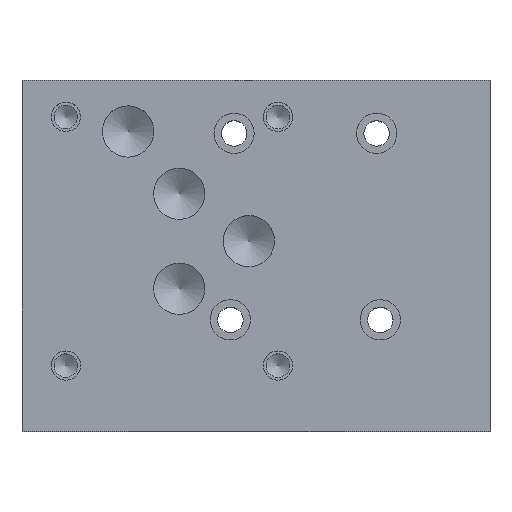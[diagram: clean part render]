
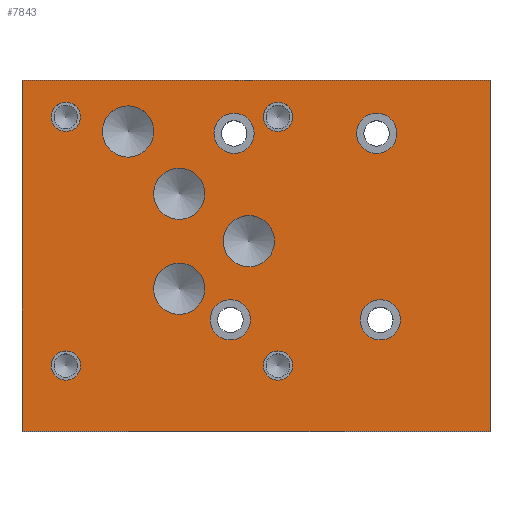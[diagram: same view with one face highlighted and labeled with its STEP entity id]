
A CAD part, top view. The second image highlights one B-rep face of the part: STEP entity #7843.
In plain terms, the highlighted planar face has unit normal (0, 0, 1).
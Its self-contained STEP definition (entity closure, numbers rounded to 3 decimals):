
#73=CIRCLE('',#8163,4.369);
#76=CIRCLE('',#8169,4.369);
#79=CIRCLE('',#8175,4.369);
#82=CIRCLE('',#8181,4.369);
#84=CIRCLE('',#8186,5.563);
#86=CIRCLE('',#8190,5.563);
#88=CIRCLE('',#8194,5.563);
#90=CIRCLE('',#8198,5.563);
#94=CIRCLE('',#8205,3.175);
#98=CIRCLE('',#8213,3.175);
#102=CIRCLE('',#8221,3.175);
#106=CIRCLE('',#8229,3.175);
#461=FACE_BOUND('',#1340,.T.);
#462=FACE_BOUND('',#1341,.T.);
#463=FACE_BOUND('',#1342,.T.);
#464=FACE_BOUND('',#1343,.T.);
#465=FACE_BOUND('',#1344,.T.);
#466=FACE_BOUND('',#1345,.T.);
#467=FACE_BOUND('',#1346,.T.);
#468=FACE_BOUND('',#1347,.T.);
#469=FACE_BOUND('',#1348,.T.);
#470=FACE_BOUND('',#1349,.T.);
#471=FACE_BOUND('',#1350,.T.);
#472=FACE_BOUND('',#1351,.T.);
#879=FACE_OUTER_BOUND('',#1339,.T.);
#1339=EDGE_LOOP('',(#6822,#6823,#6824,#6825));
#1340=EDGE_LOOP('',(#6826));
#1341=EDGE_LOOP('',(#6827));
#1342=EDGE_LOOP('',(#6828));
#1343=EDGE_LOOP('',(#6829));
#1344=EDGE_LOOP('',(#6830));
#1345=EDGE_LOOP('',(#6831));
#1346=EDGE_LOOP('',(#6832));
#1347=EDGE_LOOP('',(#6833));
#1348=EDGE_LOOP('',(#6834));
#1349=EDGE_LOOP('',(#6835));
#1350=EDGE_LOOP('',(#6836));
#1351=EDGE_LOOP('',(#6837));
#1731=LINE('',#10698,#2534);
#2150=LINE('',#13221,#2953);
#2152=LINE('',#13225,#2955);
#2154=LINE('',#13228,#2957);
#2534=VECTOR('',#8883,10.);
#2953=VECTOR('',#9778,10.);
#2955=VECTOR('',#9782,10.);
#2957=VECTOR('',#9786,10.);
#3222=VERTEX_POINT('',#10695);
#3223=VERTEX_POINT('',#10697);
#3623=VERTEX_POINT('',#13081);
#3626=VERTEX_POINT('',#13092);
#3629=VERTEX_POINT('',#13103);
#3632=VERTEX_POINT('',#13114);
#3635=VERTEX_POINT('',#13125);
#3638=VERTEX_POINT('',#13134);
#3641=VERTEX_POINT('',#13143);
#3644=VERTEX_POINT('',#13152);
#3649=VERTEX_POINT('',#13166);
#3654=VERTEX_POINT('',#13182);
#3659=VERTEX_POINT('',#13198);
#3664=VERTEX_POINT('',#13214);
#3665=VERTEX_POINT('',#13220);
#3666=VERTEX_POINT('',#13224);
#4062=EDGE_CURVE('',#3223,#3222,#1731,.T.);
#4657=EDGE_CURVE('',#3623,#3623,#73,.T.);
#4662=EDGE_CURVE('',#3626,#3626,#76,.T.);
#4667=EDGE_CURVE('',#3629,#3629,#79,.T.);
#4672=EDGE_CURVE('',#3632,#3632,#82,.T.);
#4677=EDGE_CURVE('',#3635,#3635,#84,.T.);
#4681=EDGE_CURVE('',#3638,#3638,#86,.T.);
#4685=EDGE_CURVE('',#3641,#3641,#88,.T.);
#4689=EDGE_CURVE('',#3644,#3644,#90,.T.);
#4695=EDGE_CURVE('',#3649,#3649,#94,.T.);
#4702=EDGE_CURVE('',#3654,#3654,#98,.T.);
#4709=EDGE_CURVE('',#3659,#3659,#102,.T.);
#4716=EDGE_CURVE('',#3664,#3664,#106,.T.);
#4719=EDGE_CURVE('',#3665,#3223,#2150,.T.);
#4721=EDGE_CURVE('',#3666,#3665,#2152,.T.);
#4723=EDGE_CURVE('',#3222,#3666,#2154,.T.);
#6822=ORIENTED_EDGE('',*,*,#4062,.T.);
#6823=ORIENTED_EDGE('',*,*,#4723,.T.);
#6824=ORIENTED_EDGE('',*,*,#4721,.T.);
#6825=ORIENTED_EDGE('',*,*,#4719,.T.);
#6826=ORIENTED_EDGE('',*,*,#4657,.T.);
#6827=ORIENTED_EDGE('',*,*,#4662,.T.);
#6828=ORIENTED_EDGE('',*,*,#4667,.T.);
#6829=ORIENTED_EDGE('',*,*,#4672,.T.);
#6830=ORIENTED_EDGE('',*,*,#4677,.T.);
#6831=ORIENTED_EDGE('',*,*,#4681,.T.);
#6832=ORIENTED_EDGE('',*,*,#4685,.T.);
#6833=ORIENTED_EDGE('',*,*,#4689,.T.);
#6834=ORIENTED_EDGE('',*,*,#4695,.T.);
#6835=ORIENTED_EDGE('',*,*,#4702,.T.);
#6836=ORIENTED_EDGE('',*,*,#4709,.T.);
#6837=ORIENTED_EDGE('',*,*,#4716,.T.);
#7104=PLANE('',#8235);
#7843=ADVANCED_FACE('',(#879,#461,#462,#463,#464,#465,#466,#467,#468,#469,
#470,#471,#472),#7104,.T.);
#8163=AXIS2_PLACEMENT_3D('',#13082,#9612,#9613);
#8169=AXIS2_PLACEMENT_3D('',#13093,#9626,#9627);
#8175=AXIS2_PLACEMENT_3D('',#13104,#9640,#9641);
#8181=AXIS2_PLACEMENT_3D('',#13115,#9654,#9655);
#8186=AXIS2_PLACEMENT_3D('',#13126,#9667,#9668);
#8190=AXIS2_PLACEMENT_3D('',#13135,#9677,#9678);
#8194=AXIS2_PLACEMENT_3D('',#13144,#9687,#9688);
#8198=AXIS2_PLACEMENT_3D('',#13153,#9697,#9698);
#8205=AXIS2_PLACEMENT_3D('',#13167,#9713,#9714);
#8213=AXIS2_PLACEMENT_3D('',#13183,#9732,#9733);
#8221=AXIS2_PLACEMENT_3D('',#13199,#9751,#9752);
#8229=AXIS2_PLACEMENT_3D('',#13215,#9770,#9771);
#8235=AXIS2_PLACEMENT_3D('',#13230,#9789,#9790);
#8883=DIRECTION('',(1.,0.,0.));
#9612=DIRECTION('center_axis',(0.,0.,-1.));
#9613=DIRECTION('ref_axis',(1.,0.,0.));
#9626=DIRECTION('center_axis',(0.,0.,-1.));
#9627=DIRECTION('ref_axis',(1.,0.,0.));
#9640=DIRECTION('center_axis',(0.,0.,-1.));
#9641=DIRECTION('ref_axis',(1.,0.,0.));
#9654=DIRECTION('center_axis',(0.,0.,-1.));
#9655=DIRECTION('ref_axis',(1.,0.,0.));
#9667=DIRECTION('center_axis',(0.,0.,-1.));
#9668=DIRECTION('ref_axis',(1.,0.,0.));
#9677=DIRECTION('center_axis',(0.,0.,-1.));
#9678=DIRECTION('ref_axis',(1.,0.,0.));
#9687=DIRECTION('center_axis',(0.,0.,-1.));
#9688=DIRECTION('ref_axis',(1.,0.,0.));
#9697=DIRECTION('center_axis',(0.,0.,-1.));
#9698=DIRECTION('ref_axis',(1.,0.,0.));
#9713=DIRECTION('center_axis',(0.,0.,-1.));
#9714=DIRECTION('ref_axis',(1.,0.,0.));
#9732=DIRECTION('center_axis',(0.,0.,-1.));
#9733=DIRECTION('ref_axis',(1.,0.,0.));
#9751=DIRECTION('center_axis',(0.,0.,-1.));
#9752=DIRECTION('ref_axis',(1.,0.,0.));
#9770=DIRECTION('center_axis',(0.,0.,-1.));
#9771=DIRECTION('ref_axis',(1.,0.,0.));
#9778=DIRECTION('',(0.,-1.,0.));
#9782=DIRECTION('',(-1.,0.,0.));
#9786=DIRECTION('',(0.,1.,0.));
#9789=DIRECTION('center_axis',(0.,0.,1.));
#9790=DIRECTION('ref_axis',(1.,0.,0.));
#10695=CARTESIAN_POINT('',(101.6,0.,38.1));
#10697=CARTESIAN_POINT('',(0.,0.,38.1));
#10698=CARTESIAN_POINT('',(0.,0.,38.1));
#13081=CARTESIAN_POINT('',(41.669,64.694,38.1));
#13082=CARTESIAN_POINT('Origin',(46.038,64.694,38.1));
#13092=CARTESIAN_POINT('',(40.869,24.206,38.1));
#13093=CARTESIAN_POINT('Origin',(45.237,24.206,38.1));
#13103=CARTESIAN_POINT('',(73.419,24.206,38.1));
#13104=CARTESIAN_POINT('Origin',(77.788,24.206,38.1));
#13114=CARTESIAN_POINT('',(72.619,64.694,38.1));
#13115=CARTESIAN_POINT('Origin',(76.987,64.694,38.1));
#13125=CARTESIAN_POINT('',(28.588,51.592,38.1));
#13126=CARTESIAN_POINT('Origin',(34.15,51.592,38.1));
#13134=CARTESIAN_POINT('',(43.688,41.275,38.1));
#13135=CARTESIAN_POINT('Origin',(49.251,41.275,38.1));
#13143=CARTESIAN_POINT('',(17.475,65.1,38.1));
#13144=CARTESIAN_POINT('Origin',(23.038,65.1,38.1));
#13152=CARTESIAN_POINT('',(28.593,30.958,38.1));
#13153=CARTESIAN_POINT('Origin',(34.155,30.958,38.1));
#13166=CARTESIAN_POINT('',(52.4,14.288,38.1));
#13167=CARTESIAN_POINT('Origin',(55.575,14.288,38.1));
#13182=CARTESIAN_POINT('',(6.35,68.275,38.1));
#13183=CARTESIAN_POINT('Origin',(9.525,68.275,38.1));
#13198=CARTESIAN_POINT('',(52.4,68.263,38.1));
#13199=CARTESIAN_POINT('Origin',(55.575,68.263,38.1));
#13214=CARTESIAN_POINT('',(6.363,14.288,38.1));
#13215=CARTESIAN_POINT('Origin',(9.538,14.288,38.1));
#13220=CARTESIAN_POINT('',(0.,76.2,38.1));
#13221=CARTESIAN_POINT('',(0.,76.2,38.1));
#13224=CARTESIAN_POINT('',(101.6,76.2,38.1));
#13225=CARTESIAN_POINT('',(101.6,76.2,38.1));
#13228=CARTESIAN_POINT('',(101.6,0.,38.1));
#13230=CARTESIAN_POINT('Origin',(50.8,38.1,38.1));
